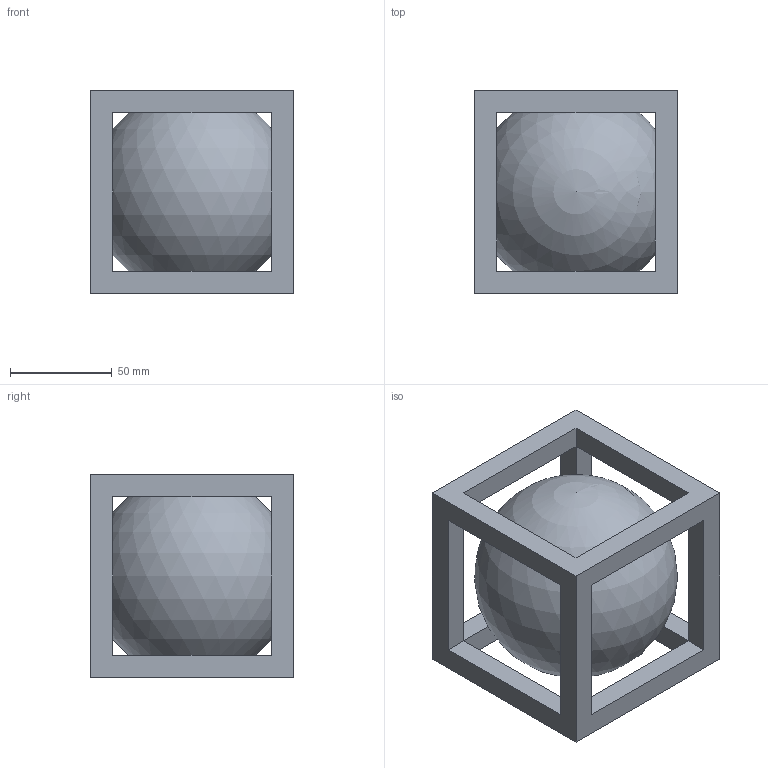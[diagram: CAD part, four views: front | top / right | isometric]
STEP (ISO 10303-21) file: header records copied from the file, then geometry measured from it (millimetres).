
FILE_DESCRIPTION(('FreeCAD Model'),'2;1');
FILE_NAME('Open CASCADE Shape Model','2023-07-03T01:19:17',(''),(''), 'Open CASCADE STEP processor 7.6','FreeCAD','Unknown');
FILE_SCHEMA(('AUTOMOTIVE_DESIGN { 1 0 10303 214 1 1 1 1 }'));
Length unit declared in the file: millimetre
Products named in the file (3): Cube_Scphere; Body; Sphere
Assembly tree (2 placements, depth 2):
  Cube_Scphere
    Body
    Sphere
Bounding box: 100 x 100 x 100 mm (x, y, z)
Volume: 647502.8 mm3; surface area: 75503.9 mm2
Topology: 2 solids, 2 shells, 31 faces, 75 edges, 42 vertices
Faces by surface type: plane 30, sphere 1
Entity records: 1860 total; most frequent: CARTESIAN_POINT 291, DIRECTION 284, LINE 216, VECTOR 216, ORIENTED_EDGE 144, PCURVE 144, DEFINITIONAL_REPRESENTATION 144, EDGE_CURVE 72
